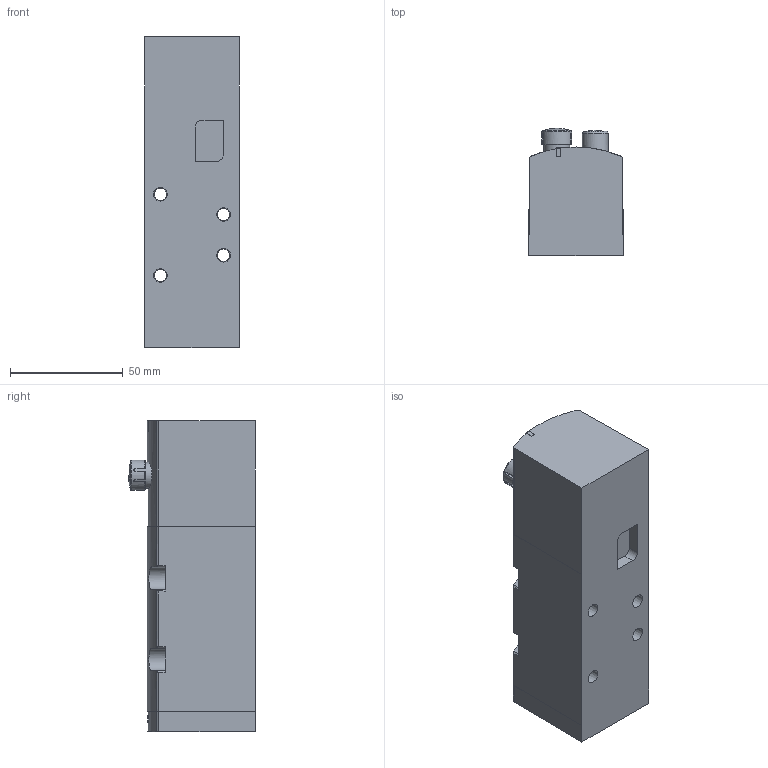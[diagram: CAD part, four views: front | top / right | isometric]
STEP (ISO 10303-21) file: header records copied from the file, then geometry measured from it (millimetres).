
FILE_DESCRIPTION(/* description */ ('STEP AP214'),/* implementation_level */ '2;1');
FILE_NAME(/* name */ '8034839_VSVA-B-M52-MZ-D1-1T1L',/* time_stamp */ '2024-09-17T07:29:46+02:00',/* author */ ('License CC BY-ND 4.0'),/* organization */ ('CADENAS'),/* preprocessor_version */ 'ST-DEVELOPER v19.3',/* originating_system */ 'PARTsolutions',/* authorisation */ ' ');
FILE_SCHEMA (('AUTOMOTIVE_DESIGN {1 0 10303 214 3 1 1}'));
Length unit declared in the file: millimetre
Products named in the file (3): 8034839 VSVA-B-M52-MZ-D1-1T1L; 8034839 VSVA-B-M52-MZ-D1-1T1L---(part); 541011 VAMC-S6-CS
Assembly tree (2 placements, depth 2):
  8034839 VSVA-B-M52-MZ-D1-1T1L
    8034839 VSVA-B-M52-MZ-D1-1T1L---(part)
    541011 VAMC-S6-CS
Bounding box: 42 x 56.2 x 138 mm (x, y, z)
Volume: 260340.3 mm3; surface area: 32543.9 mm2
Topology: 2 solids, 2 shells, 182 faces, 505 edges, 333 vertices
Faces by surface type: plane 108, cylinder 53, cone 12, torus 5, sphere 4
Full cylindrical faces by diameter (mm): 5.5 x4, 11.4 x2, 11.8 x1, 13.4 x1
Entity records: 7148 total; most frequent: CARTESIAN_POINT 1201, ORIENTED_EDGE 958, DIRECTION 951, EDGE_CURVE 479, AXIS2_PLACEMENT_3D 337, VERTEX_POINT 326, LINE 277, VECTOR 277
